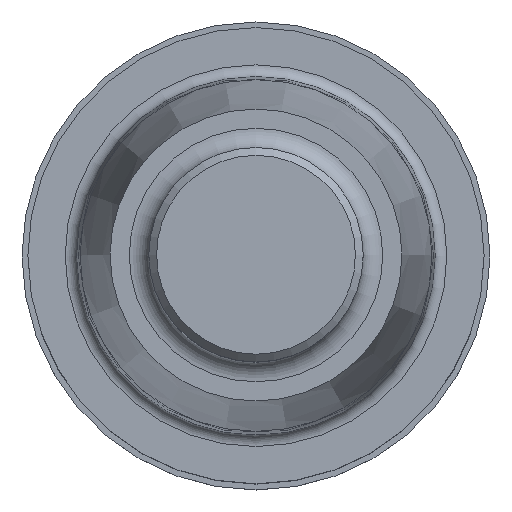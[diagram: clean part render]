
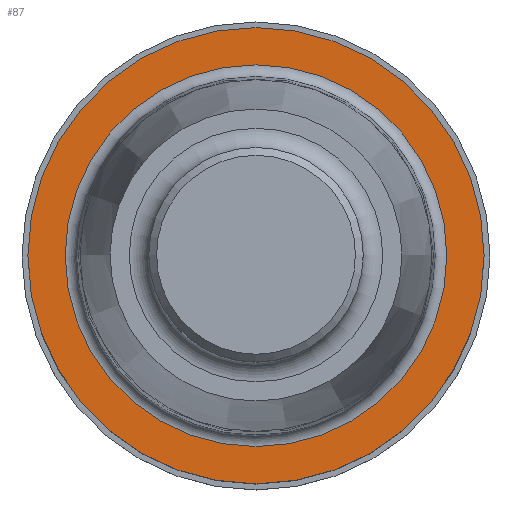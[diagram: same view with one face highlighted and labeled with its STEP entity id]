
A CAD part, top view. The second image highlights one B-rep face of the part: STEP entity #87.
In plain terms, the highlighted planar face has unit normal (0, 0, 1).
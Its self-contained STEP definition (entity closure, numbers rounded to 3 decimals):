
#67=FACE_BOUND('',#119,.T.);
#68=FACE_BOUND('',#120,.T.);
#87=ADVANCED_FACE('',(#67,#68),#97,.F.);
#97=PLANE('',#302);
#119=EDGE_LOOP('',(#147));
#120=EDGE_LOOP('',(#148));
#147=ORIENTED_EDGE('',*,*,#183,.T.);
#148=ORIENTED_EDGE('',*,*,#182,.T.);
#167=VERTEX_POINT('',#441);
#168=VERTEX_POINT('',#444);
#182=EDGE_CURVE('',#167,#167,#196,.T.);
#183=EDGE_CURVE('',#168,#168,#197,.T.);
#196=CIRCLE('',#299,4.895);
#197=CIRCLE('',#301,5.85);
#299=AXIS2_PLACEMENT_3D('',#440,#355,#356);
#301=AXIS2_PLACEMENT_3D('',#443,#359,#360);
#302=AXIS2_PLACEMENT_3D('',#445,#361,#362);
#355=DIRECTION('',(0.,0.,-1.));
#356=DIRECTION('',(-1.,0.,0.));
#359=DIRECTION('',(0.,0.,1.));
#360=DIRECTION('',(1.,0.,0.));
#361=DIRECTION('',(0.,0.,-1.));
#362=DIRECTION('',(-1.,0.,0.));
#440=CARTESIAN_POINT('',(0.,0.,0.));
#441=CARTESIAN_POINT('',(-4.895,0.,0.));
#443=CARTESIAN_POINT('',(0.,0.,0.));
#444=CARTESIAN_POINT('',(5.85,0.,0.));
#445=CARTESIAN_POINT('',(0.,5.85,0.));
